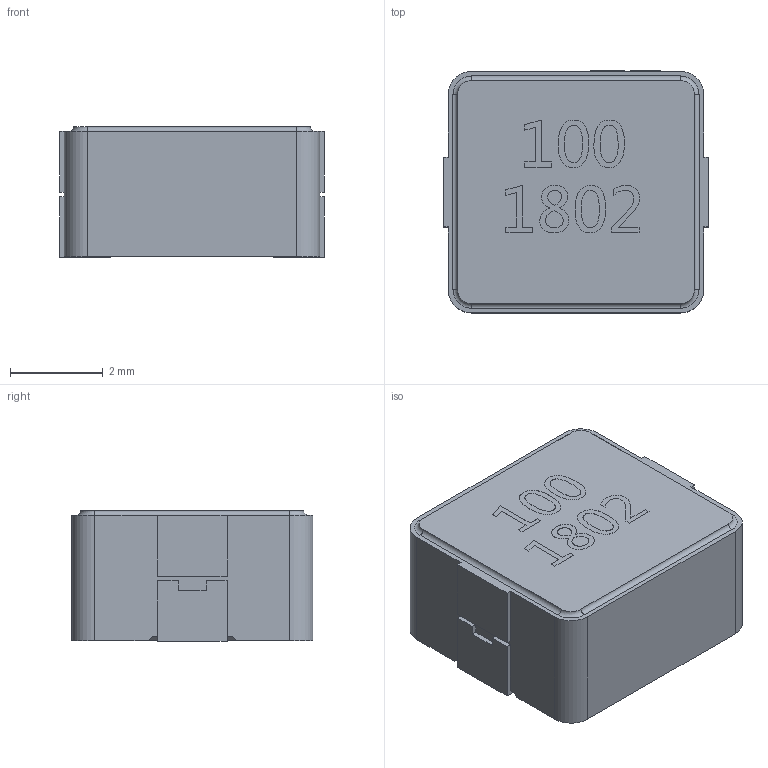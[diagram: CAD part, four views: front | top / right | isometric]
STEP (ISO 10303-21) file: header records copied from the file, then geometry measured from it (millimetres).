
FILE_DESCRIPTION (( 'STEP AP214' ), '1' );
FILE_NAME ('IND-SMD_L5.7-W5.2-H2.8.step', '2022-07-09T00:34:17', ( '' ), ( '' ), 'SwSTEP 2.0', 'SolidWorks 2020', '' );
FILE_SCHEMA (( 'AUTOMOTIVE_DESIGN' ));
Length unit declared in the file: millimetre
Products named in the file (1): IND-SMD_L5.7-W5.2-H2.8
Bounding box: 5.7 x 5.21 x 2.81 mm (x, y, z)
Volume: 79.8 mm3; surface area: 129.5 mm2
Topology: 3 solids, 3 shells, 430 faces, 1155 edges, 770 vertices
Faces by surface type: plane 260, bspline 158, cylinder 8, torus 4
Entity records: 22153 total; most frequent: CARTESIAN_POINT 7658, ORIENTED_EDGE 2310, DIRECTION 1405, EDGE_CURVE 1155, VECTOR 811, LINE 811, VERTEX_POINT 770, EDGE_LOOP 469
